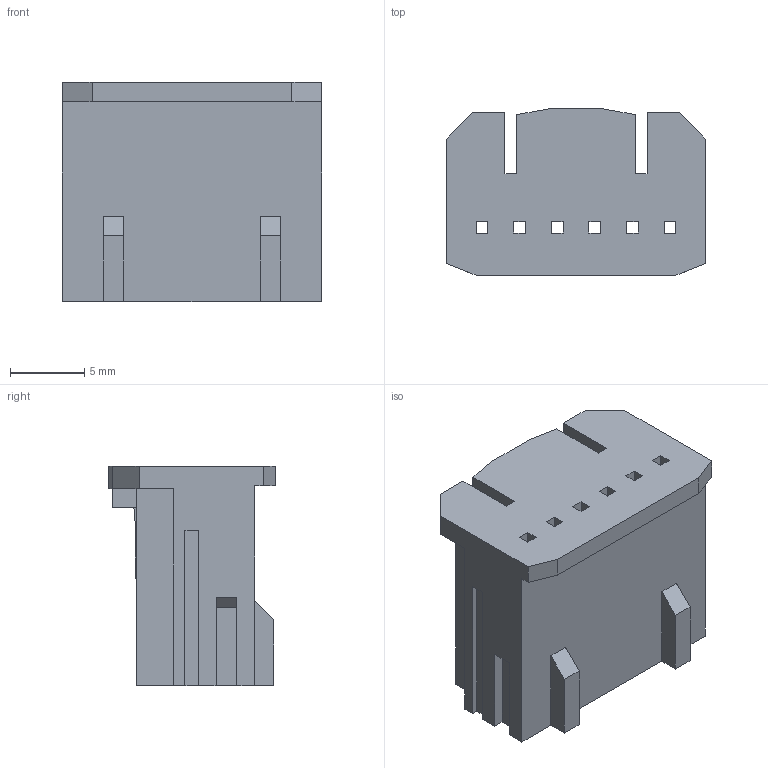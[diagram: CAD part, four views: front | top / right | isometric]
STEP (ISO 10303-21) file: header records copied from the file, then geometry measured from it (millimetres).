
FILE_DESCRIPTION (( 'STEP AP214' ), '1' );
FILE_NAME ('HCMPB-06-K.STEP', '2012-02-01T21:56:14', ( 'Akiko Moskovitz' ), ( 'JST Corporation' ), 'SwSTEP 2.0', 'SolidWorks 2004231', '' );
FILE_SCHEMA (( 'AUTOMOTIVE_DESIGN' ));
Length unit declared in the file: millimetre
Products named in the file (1): HCMPB-06-K
Bounding box: 17.54 x 11.25 x 14.8 mm (x, y, z)
Volume: 1852.9 mm3; surface area: 1699.3 mm2
Topology: 7 solids, 7 shells, 133 faces, 355 edges, 236 vertices
Faces by surface type: plane 133
Entity records: 4154 total; most frequent: CARTESIAN_POINT 725, ORIENTED_EDGE 710, DIRECTION 623, EDGE_CURVE 355, VECTOR 355, LINE 355, VERTEX_POINT 236, EDGE_LOOP 145
